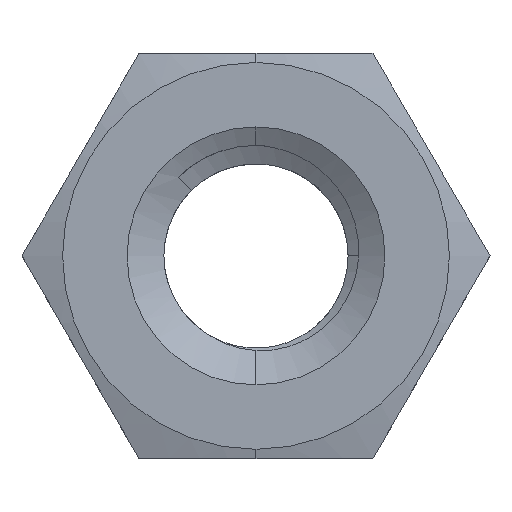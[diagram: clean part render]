
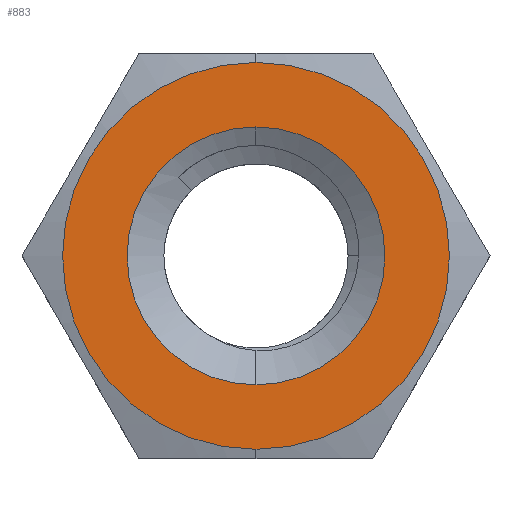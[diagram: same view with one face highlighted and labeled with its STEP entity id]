
A CAD part, top view. The second image highlights one B-rep face of the part: STEP entity #883.
In plain terms, the highlighted planar face has unit normal (0, 0, 1).
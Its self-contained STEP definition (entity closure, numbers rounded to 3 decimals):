
#29 = VERTEX_POINT ( 'NONE', #1879 ) ;
#43 = CIRCLE ( 'NONE', #1282, 1.75 ) ;
#90 = FACE_OUTER_BOUND ( 'NONE', #901, .T. ) ;
#133 = EDGE_CURVE ( 'NONE', #1221, #1920, #1207, .T. ) ;
#224 = EDGE_CURVE ( 'NONE', #29, #2023, #1563, .T. ) ;
#230 = DIRECTION ( 'NONE',  ( 1., 0., 0. ) ) ;
#342 = CARTESIAN_POINT ( 'NONE',  ( 0., 0., 1.8 ) ) ;
#351 = DIRECTION ( 'NONE',  ( 0., 0., 1. ) ) ;
#380 = AXIS2_PLACEMENT_3D ( 'NONE', #960, #1474, #1606 ) ;
#440 = PLANE ( 'NONE',  #1668 ) ;
#551 = ORIENTED_EDGE ( 'NONE', *, *, #1760, .T. ) ;
#553 = DIRECTION ( 'NONE',  ( 0., 0., 1. ) ) ;
#564 = DIRECTION ( 'NONE',  ( 0., 1., 0. ) ) ;
#574 = ORIENTED_EDGE ( 'NONE', *, *, #224, .T. ) ;
#578 = CARTESIAN_POINT ( 'NONE',  ( 0., 0., 1.8 ) ) ;
#701 = CARTESIAN_POINT ( 'NONE',  ( 0., 0., 1.8 ) ) ;
#732 = CARTESIAN_POINT ( 'NONE',  ( 0., 0., 1.8 ) ) ;
#755 = AXIS2_PLACEMENT_3D ( 'NONE', #701, #553, #564 ) ;
#829 = DIRECTION ( 'NONE',  ( 0., 1., 0. ) ) ;
#838 = CARTESIAN_POINT ( 'NONE',  ( 0., 1.75, 1.8 ) ) ;
#883 = ADVANCED_FACE ( 'NONE', ( #1262, #90 ), #440, .T. ) ;
#901 = EDGE_LOOP ( 'NONE', ( #574, #1446 ) ) ;
#960 = CARTESIAN_POINT ( 'NONE',  ( 0., 0., 1.8 ) ) ;
#1055 = DIRECTION ( 'NONE',  ( 0., -1., 0. ) ) ;
#1141 = AXIS2_PLACEMENT_3D ( 'NONE', #342, #351, #829 ) ;
#1207 = CIRCLE ( 'NONE', #380, 1.75 ) ;
#1221 = VERTEX_POINT ( 'NONE', #838 ) ;
#1236 = EDGE_CURVE ( 'NONE', #2023, #29, #1917, .T. ) ;
#1252 = DIRECTION ( 'NONE',  ( 0., 0., 1. ) ) ;
#1262 = FACE_BOUND ( 'NONE', #1687, .T. ) ;
#1282 = AXIS2_PLACEMENT_3D ( 'NONE', #732, #2044, #1055 ) ;
#1446 = ORIENTED_EDGE ( 'NONE', *, *, #1236, .T. ) ;
#1474 = DIRECTION ( 'NONE',  ( 0., 0., -1. ) ) ;
#1563 = CIRCLE ( 'NONE', #755, 2.625 ) ;
#1606 = DIRECTION ( 'NONE',  ( 0., -1., 0. ) ) ;
#1668 = AXIS2_PLACEMENT_3D ( 'NONE', #578, #1252, #230 ) ;
#1687 = EDGE_LOOP ( 'NONE', ( #551, #1762 ) ) ;
#1760 = EDGE_CURVE ( 'NONE', #1920, #1221, #43, .T. ) ;
#1762 = ORIENTED_EDGE ( 'NONE', *, *, #133, .T. ) ;
#1869 = CARTESIAN_POINT ( 'NONE',  ( 0., -2.625, 1.8 ) ) ;
#1879 = CARTESIAN_POINT ( 'NONE',  ( 0., 2.625, 1.8 ) ) ;
#1917 = CIRCLE ( 'NONE', #1141, 2.625 ) ;
#1920 = VERTEX_POINT ( 'NONE', #2008 ) ;
#2008 = CARTESIAN_POINT ( 'NONE',  ( 0., -1.75, 1.8 ) ) ;
#2023 = VERTEX_POINT ( 'NONE', #1869 ) ;
#2044 = DIRECTION ( 'NONE',  ( 0., 0., -1. ) ) ;
